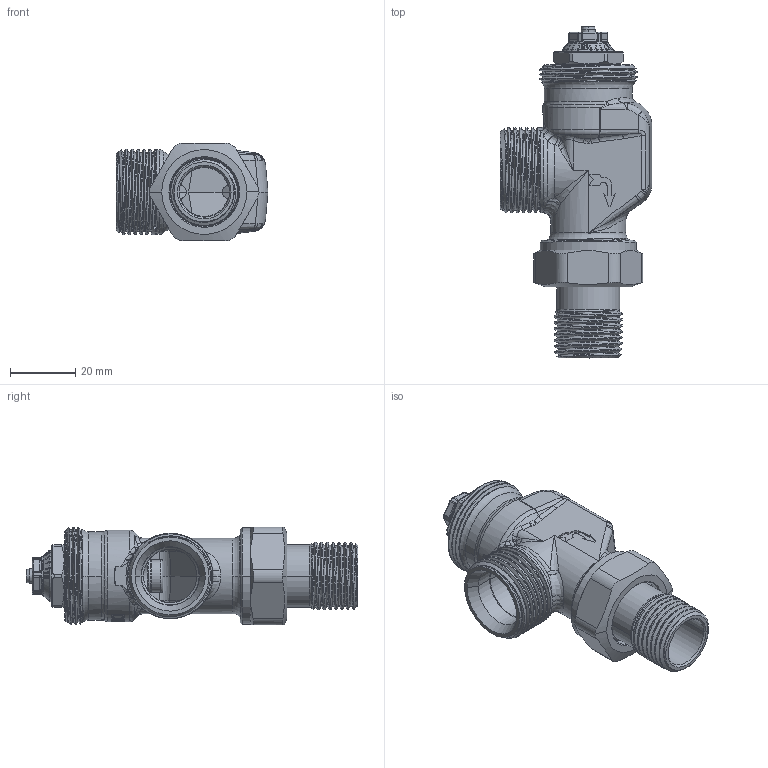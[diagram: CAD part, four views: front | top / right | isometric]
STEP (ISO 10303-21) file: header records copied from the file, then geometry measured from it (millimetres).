
FILE_DESCRIPTION((''),'2;1');
FILE_NAME('3937-02-000-GEW-O-B_SW0002','2015-03-09T',('marann'),(''),'PRO/ENGINEER BY PARAMETRIC TECHNOLOGY CORPORATION, 2011490','PRO/ENGINEER BY PARAMETRIC TECHNOLOGY CORPORATION, 2011490','');
FILE_SCHEMA(('CONFIG_CONTROL_DESIGN'));
Products named in the file (1): 3937-02-000-GEW-O-B_SW0002
Bounding box: 46.5 x 101.63 x 30 mm (x, y, z)
Volume: 31259.4 mm3; surface area: 26125 mm2
Topology: 2 solids, 2 shells, 1324 faces, 3358 edges, 2064 vertices
Faces by surface type: plane 372, cylinder 345, bspline 299, cone 138, torus 116, extrusion 50, sphere 4
Entity records: 63924 total; most frequent: CARTESIAN_POINT 35030, ORIENTED_EDGE 6712, DIRECTION 5074, EDGE_CURVE 3356, VERTEX_POINT 2064, AXIS2_PLACEMENT_3D 1966, EDGE_LOOP 1368, FACE_OUTER_BOUND 1324
